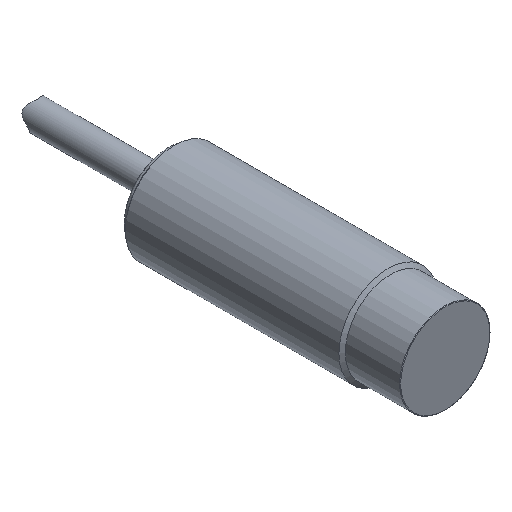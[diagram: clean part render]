
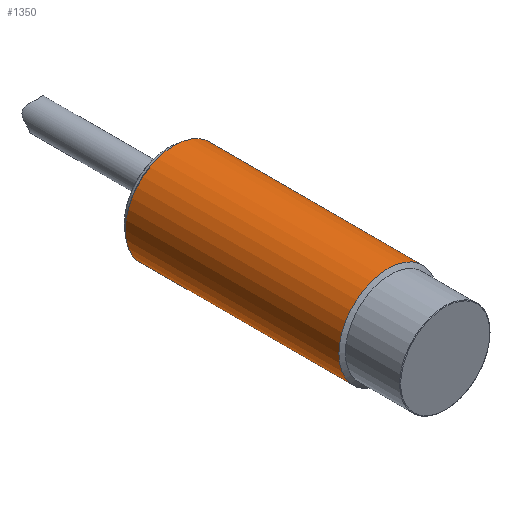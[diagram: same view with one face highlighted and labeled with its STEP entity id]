
A CAD part, isometric view. The second image highlights one B-rep face of the part: STEP entity #1350.
In plain terms, the highlighted cylindrical face has radius 9 mm (diameter 18 mm), a full revolution.
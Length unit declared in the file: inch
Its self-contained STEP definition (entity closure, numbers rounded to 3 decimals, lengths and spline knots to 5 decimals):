
#199 = CARTESIAN_POINT ( 'NONE',  ( 0., -1.55662, -0.35433 ) ) ;
#289 = EDGE_LOOP ( 'NONE', ( #1228 ) ) ;
#389 = FACE_OUTER_BOUND ( 'NONE', #289, .T. ) ;
#391 = CIRCLE ( 'NONE', #763, 0.35433 ) ;
#422 = VERTEX_POINT ( 'NONE', #199 ) ;
#479 = CARTESIAN_POINT ( 'NONE',  ( 0., -0.01818, 0. ) ) ;
#510 = DIRECTION ( 'NONE',  ( 0., -1., 0. ) ) ;
#520 = DIRECTION ( 'NONE',  ( 0., 1., 0. ) ) ;
#647 = CARTESIAN_POINT ( 'NONE',  ( 0., -0.01818, -0.35433 ) ) ;
#735 = DIRECTION ( 'NONE',  ( 0., 0., -1. ) ) ;
#738 = CARTESIAN_POINT ( 'NONE',  ( 0., 0.07874, 0. ) ) ;
#763 = AXIS2_PLACEMENT_3D ( 'NONE', #479, #1376, #1254 ) ;
#777 = CIRCLE ( 'NONE', #1056, 0.35433 ) ;
#831 = EDGE_LOOP ( 'NONE', ( #1406 ) ) ;
#848 = CARTESIAN_POINT ( 'NONE',  ( 0., -1.55662, 0. ) ) ;
#881 = EDGE_CURVE ( 'NONE', #1344, #1344, #391, .T. ) ;
#1056 = AXIS2_PLACEMENT_3D ( 'NONE', #848, #520, #735 ) ;
#1110 = FACE_OUTER_BOUND ( 'NONE', #831, .T. ) ;
#1228 = ORIENTED_EDGE ( 'NONE', *, *, #881, .T. ) ;
#1254 = DIRECTION ( 'NONE',  ( 0., 0., -1. ) ) ;
#1297 = CYLINDRICAL_SURFACE ( 'NONE', #1393, 0.35433 ) ;
#1344 = VERTEX_POINT ( 'NONE', #647 ) ;
#1350 = ADVANCED_FACE ( 'NONE', ( #389, #1110 ), #1297, .T. ) ;
#1376 = DIRECTION ( 'NONE',  ( 0., -1., 0. ) ) ;
#1393 = AXIS2_PLACEMENT_3D ( 'NONE', #738, #510, #1399 ) ;
#1399 = DIRECTION ( 'NONE',  ( 0., 0., -1. ) ) ;
#1406 = ORIENTED_EDGE ( 'NONE', *, *, #1416, .T. ) ;
#1416 = EDGE_CURVE ( 'NONE', #422, #422, #777, .T. ) ;
